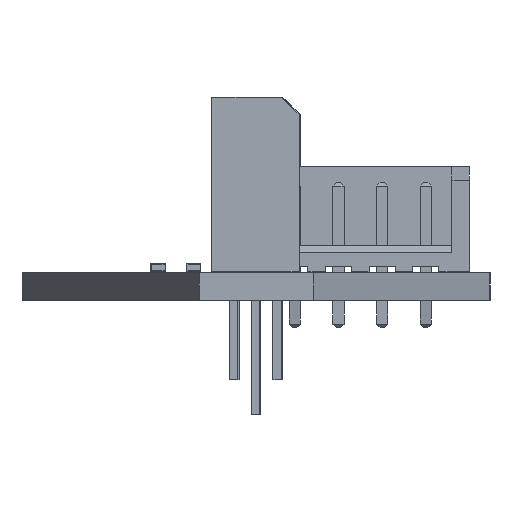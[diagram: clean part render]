
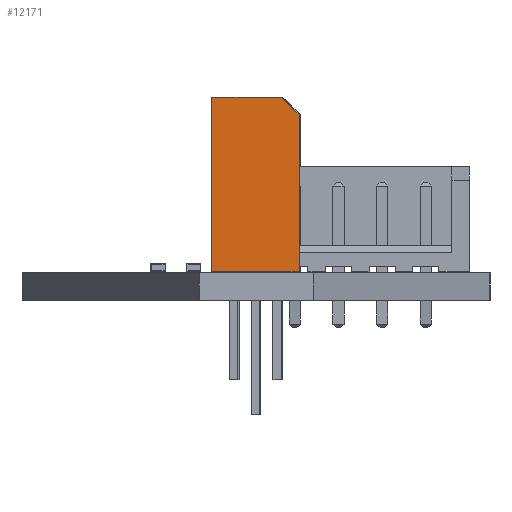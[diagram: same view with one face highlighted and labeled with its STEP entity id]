
A CAD part, front view. The second image highlights one B-rep face of the part: STEP entity #12171.
In plain terms, the highlighted face is planar.
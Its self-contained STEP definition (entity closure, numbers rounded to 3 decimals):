
#11066 = PLANE('',#11067);
#11067 = AXIS2_PLACEMENT_3D('',#11068,#11069,#11070);
#11068 = CARTESIAN_POINT('',(-1.6,10.,0.25));
#11069 = DIRECTION('',(0.,-0.707,
    -0.707));
#11070 = DIRECTION('',(0.,0.707,-0.707));
#11282 = PLANE('',#11283);
#11283 = AXIS2_PLACEMENT_3D('',#11284,#11285,#11286);
#11284 = CARTESIAN_POINT('',(-1.6,10.,1.25));
#11285 = DIRECTION('',(0.,-1.,0.));
#11286 = DIRECTION('',(0.,0.,-1.));
#11520 = VERTEX_POINT('',#11521);
#11521 = CARTESIAN_POINT('',(-1.6,9.,1.25));
#11535 = PLANE('',#11536);
#11536 = AXIS2_PLACEMENT_3D('',#11537,#11538,#11539);
#11537 = CARTESIAN_POINT('',(-1.6,10.,1.25));
#11538 = DIRECTION('',(0.,0.,-1.));
#11539 = DIRECTION('',(-1.,0.,0.));
#11547 = EDGE_CURVE('',#11520,#11548,#11550,.T.);
#11548 = VERTEX_POINT('',#11549);
#11549 = CARTESIAN_POINT('',(-1.6,10.,0.25));
#11550 = SURFACE_CURVE('',#11551,(#11555,#11562),.PCURVE_S1.);
#11551 = LINE('',#11552,#11553);
#11552 = CARTESIAN_POINT('',(-1.6,10.,0.25));
#11553 = VECTOR('',#11554,1.);
#11554 = DIRECTION('',(0.,0.707,-0.707));
#11555 = PCURVE('',#11066,#11556);
#11556 = DEFINITIONAL_REPRESENTATION('',(#11557),#11561);
#11557 = LINE('',#11558,#11559);
#11558 = CARTESIAN_POINT('',(0.,0.));
#11559 = VECTOR('',#11560,1.);
#11560 = DIRECTION('',(1.,0.));
#11561 = ( GEOMETRIC_REPRESENTATION_CONTEXT(2) 
PARAMETRIC_REPRESENTATION_CONTEXT() REPRESENTATION_CONTEXT('2D SPACE',''
  ) );
#11562 = PCURVE('',#11563,#11568);
#11563 = PLANE('',#11564);
#11564 = AXIS2_PLACEMENT_3D('',#11565,#11566,#11567);
#11565 = CARTESIAN_POINT('',(-1.6,10.,1.25));
#11566 = DIRECTION('',(1.,0.,0.));
#11567 = DIRECTION('',(0.,0.,-1.));
#11568 = DEFINITIONAL_REPRESENTATION('',(#11569),#11573);
#11569 = LINE('',#11570,#11571);
#11570 = CARTESIAN_POINT('',(1.,0.));
#11571 = VECTOR('',#11572,1.);
#11572 = DIRECTION('',(0.707,0.707));
#11573 = ( GEOMETRIC_REPRESENTATION_CONTEXT(2) 
PARAMETRIC_REPRESENTATION_CONTEXT() REPRESENTATION_CONTEXT('2D SPACE',''
  ) );
#11600 = EDGE_CURVE('',#11601,#11548,#11603,.T.);
#11601 = VERTEX_POINT('',#11602);
#11602 = CARTESIAN_POINT('',(-1.6,10.,-3.75));
#11603 = SURFACE_CURVE('',#11604,(#11608,#11615),.PCURVE_S1.);
#11604 = LINE('',#11605,#11606);
#11605 = CARTESIAN_POINT('',(-1.6,10.,1.25));
#11606 = VECTOR('',#11607,1.);
#11607 = DIRECTION('',(0.,0.,1.));
#11608 = PCURVE('',#11282,#11609);
#11609 = DEFINITIONAL_REPRESENTATION('',(#11610),#11614);
#11610 = LINE('',#11611,#11612);
#11611 = CARTESIAN_POINT('',(0.,0.));
#11612 = VECTOR('',#11613,1.);
#11613 = DIRECTION('',(-1.,0.));
#11614 = ( GEOMETRIC_REPRESENTATION_CONTEXT(2) 
PARAMETRIC_REPRESENTATION_CONTEXT() REPRESENTATION_CONTEXT('2D SPACE',''
  ) );
#11615 = PCURVE('',#11563,#11616);
#11616 = DEFINITIONAL_REPRESENTATION('',(#11617),#11621);
#11617 = LINE('',#11618,#11619);
#11618 = CARTESIAN_POINT('',(0.,0.));
#11619 = VECTOR('',#11620,1.);
#11620 = DIRECTION('',(-1.,0.));
#11621 = ( GEOMETRIC_REPRESENTATION_CONTEXT(2) 
PARAMETRIC_REPRESENTATION_CONTEXT() REPRESENTATION_CONTEXT('2D SPACE',''
  ) );
#11639 = PLANE('',#11640);
#11640 = AXIS2_PLACEMENT_3D('',#11641,#11642,#11643);
#11641 = CARTESIAN_POINT('',(-1.6,10.,-3.75));
#11642 = DIRECTION('',(0.,0.,1.));
#11643 = DIRECTION('',(1.,0.,0.));
#11902 = VERTEX_POINT('',#11903);
#11903 = CARTESIAN_POINT('',(-1.6,0.,1.25));
#11917 = PLANE('',#11918);
#11918 = AXIS2_PLACEMENT_3D('',#11919,#11920,#11921);
#11919 = CARTESIAN_POINT('',(-1.6,0.,1.25));
#11920 = DIRECTION('',(0.,-1.,0.));
#11921 = DIRECTION('',(0.,0.,-1.));
#11929 = EDGE_CURVE('',#11520,#11902,#11930,.T.);
#11930 = SURFACE_CURVE('',#11931,(#11935,#11942),.PCURVE_S1.);
#11931 = LINE('',#11932,#11933);
#11932 = CARTESIAN_POINT('',(-1.6,10.,1.25));
#11933 = VECTOR('',#11934,1.);
#11934 = DIRECTION('',(0.,-1.,0.));
#11935 = PCURVE('',#11535,#11936);
#11936 = DEFINITIONAL_REPRESENTATION('',(#11937),#11941);
#11937 = LINE('',#11938,#11939);
#11938 = CARTESIAN_POINT('',(0.,0.));
#11939 = VECTOR('',#11940,1.);
#11940 = DIRECTION('',(0.,-1.));
#11941 = ( GEOMETRIC_REPRESENTATION_CONTEXT(2) 
PARAMETRIC_REPRESENTATION_CONTEXT() REPRESENTATION_CONTEXT('2D SPACE',''
  ) );
#11942 = PCURVE('',#11563,#11943);
#11943 = DEFINITIONAL_REPRESENTATION('',(#11944),#11948);
#11944 = LINE('',#11945,#11946);
#11945 = CARTESIAN_POINT('',(0.,0.));
#11946 = VECTOR('',#11947,1.);
#11947 = DIRECTION('',(0.,-1.));
#11948 = ( GEOMETRIC_REPRESENTATION_CONTEXT(2) 
PARAMETRIC_REPRESENTATION_CONTEXT() REPRESENTATION_CONTEXT('2D SPACE',''
  ) );
#12171 = ADVANCED_FACE('',(#12172),#11563,.F.);
#12172 = FACE_BOUND('',#12173,.F.);
#12173 = EDGE_LOOP('',(#12174,#12197,#12218,#12219,#12220));
#12174 = ORIENTED_EDGE('',*,*,#12175,.F.);
#12175 = EDGE_CURVE('',#12176,#11902,#12178,.T.);
#12176 = VERTEX_POINT('',#12177);
#12177 = CARTESIAN_POINT('',(-1.6,0.,-3.75));
#12178 = SURFACE_CURVE('',#12179,(#12183,#12190),.PCURVE_S1.);
#12179 = LINE('',#12180,#12181);
#12180 = CARTESIAN_POINT('',(-1.6,0.,1.25));
#12181 = VECTOR('',#12182,1.);
#12182 = DIRECTION('',(0.,0.,1.));
#12183 = PCURVE('',#11563,#12184);
#12184 = DEFINITIONAL_REPRESENTATION('',(#12185),#12189);
#12185 = LINE('',#12186,#12187);
#12186 = CARTESIAN_POINT('',(0.,-10.));
#12187 = VECTOR('',#12188,1.);
#12188 = DIRECTION('',(-1.,0.));
#12189 = ( GEOMETRIC_REPRESENTATION_CONTEXT(2) 
PARAMETRIC_REPRESENTATION_CONTEXT() REPRESENTATION_CONTEXT('2D SPACE',''
  ) );
#12190 = PCURVE('',#11917,#12191);
#12191 = DEFINITIONAL_REPRESENTATION('',(#12192),#12196);
#12192 = LINE('',#12193,#12194);
#12193 = CARTESIAN_POINT('',(0.,0.));
#12194 = VECTOR('',#12195,1.);
#12195 = DIRECTION('',(-1.,0.));
#12196 = ( GEOMETRIC_REPRESENTATION_CONTEXT(2) 
PARAMETRIC_REPRESENTATION_CONTEXT() REPRESENTATION_CONTEXT('2D SPACE',''
  ) );
#12197 = ORIENTED_EDGE('',*,*,#12198,.F.);
#12198 = EDGE_CURVE('',#11601,#12176,#12199,.T.);
#12199 = SURFACE_CURVE('',#12200,(#12204,#12211),.PCURVE_S1.);
#12200 = LINE('',#12201,#12202);
#12201 = CARTESIAN_POINT('',(-1.6,10.,-3.75));
#12202 = VECTOR('',#12203,1.);
#12203 = DIRECTION('',(0.,-1.,0.));
#12204 = PCURVE('',#11563,#12205);
#12205 = DEFINITIONAL_REPRESENTATION('',(#12206),#12210);
#12206 = LINE('',#12207,#12208);
#12207 = CARTESIAN_POINT('',(5.,0.));
#12208 = VECTOR('',#12209,1.);
#12209 = DIRECTION('',(0.,-1.));
#12210 = ( GEOMETRIC_REPRESENTATION_CONTEXT(2) 
PARAMETRIC_REPRESENTATION_CONTEXT() REPRESENTATION_CONTEXT('2D SPACE',''
  ) );
#12211 = PCURVE('',#11639,#12212);
#12212 = DEFINITIONAL_REPRESENTATION('',(#12213),#12217);
#12213 = LINE('',#12214,#12215);
#12214 = CARTESIAN_POINT('',(0.,0.));
#12215 = VECTOR('',#12216,1.);
#12216 = DIRECTION('',(0.,-1.));
#12217 = ( GEOMETRIC_REPRESENTATION_CONTEXT(2) 
PARAMETRIC_REPRESENTATION_CONTEXT() REPRESENTATION_CONTEXT('2D SPACE',''
  ) );
#12218 = ORIENTED_EDGE('',*,*,#11600,.T.);
#12219 = ORIENTED_EDGE('',*,*,#11547,.F.);
#12220 = ORIENTED_EDGE('',*,*,#11929,.T.);
